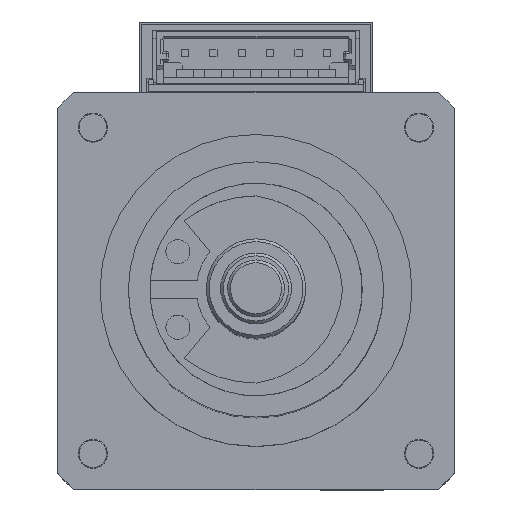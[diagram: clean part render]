
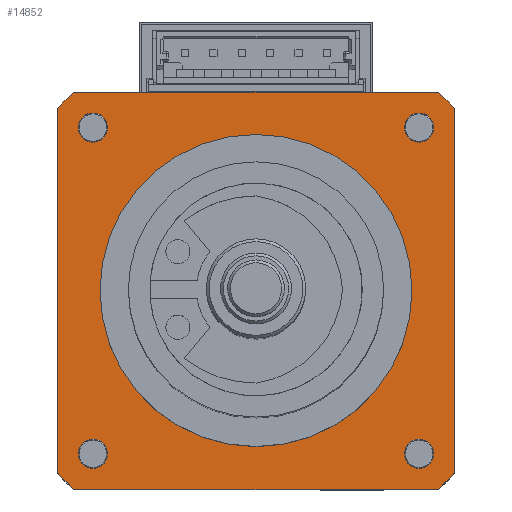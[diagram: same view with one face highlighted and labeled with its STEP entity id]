
A CAD part, top view. The second image highlights one B-rep face of the part: STEP entity #14852.
In plain terms, the highlighted planar face has unit normal (0, 0, 1).
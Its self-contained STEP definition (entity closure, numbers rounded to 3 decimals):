
#14282=CARTESIAN_POINT('',(-12.845,14.,15.85));
#14283=VERTEX_POINT('',#14282);
#14290=CARTESIAN_POINT('',(12.845,14.,15.85));
#14291=VERTEX_POINT('',#14290);
#14292=CARTESIAN_POINT('',(12.845,14.,15.85));
#14293=DIRECTION('',(-1.0,0.0,0.0));
#14294=VECTOR('',#14293,25.69);
#14295=LINE('',#14292,#14294);
#14296=EDGE_CURVE('',#14291,#14283,#14295,.T.);
#14313=CARTESIAN_POINT('',(-12.845,-14.,15.85));
#14314=VERTEX_POINT('',#14313);
#14322=CARTESIAN_POINT('',(12.845,-14.,15.85));
#14323=VERTEX_POINT('',#14322);
#14330=CARTESIAN_POINT('',(-12.845,-14.,15.85));
#14331=DIRECTION('',(1.0,0.0,0.0));
#14332=VECTOR('',#14331,25.69);
#14333=LINE('',#14330,#14332);
#14334=EDGE_CURVE('',#14314,#14323,#14333,.T.);
#14375=CARTESIAN_POINT('',(11.,0.,15.85));
#14376=VERTEX_POINT('',#14375);
#14377=CARTESIAN_POINT('',(0.,0.,15.85));
#14378=DIRECTION('',(0.0,0.0,-1.0));
#14379=DIRECTION('',(-1.0,0.0,0.0));
#14380=AXIS2_PLACEMENT_3D('',#14377,#14378,#14379);
#14381=CIRCLE('',#14380,11.);
#14382=EDGE_CURVE('',#14376,#14376,#14381,.T.);
#14702=CARTESIAN_POINT('',(14.,12.845,15.85));
#14703=VERTEX_POINT('',#14702);
#14704=CARTESIAN_POINT('',(0.,0.,15.85));
#14705=DIRECTION('',(0.,0.,1.0));
#14706=DIRECTION('',(-0.676,-0.737,0.));
#14707=AXIS2_PLACEMENT_3D('',#14704,#14705,#14706);
#14708=CIRCLE('',#14707,19.0);
#14709=EDGE_CURVE('',#14703,#14291,#14708,.T.);
#14727=CARTESIAN_POINT('',(-14.,12.845,15.85));
#14728=VERTEX_POINT('',#14727);
#14729=CARTESIAN_POINT('',(0.,0.,15.85));
#14730=DIRECTION('',(0.,0.,1.0));
#14731=DIRECTION('',(0.676,-0.737,0.));
#14732=AXIS2_PLACEMENT_3D('',#14729,#14730,#14731);
#14733=CIRCLE('',#14732,19.0);
#14734=EDGE_CURVE('',#14283,#14728,#14733,.T.);
#14752=CARTESIAN_POINT('',(14.,-12.845,15.85));
#14753=VERTEX_POINT('',#14752);
#14762=CARTESIAN_POINT('',(14.,-12.845,15.85));
#14763=DIRECTION('',(0.0,1.0,0.0));
#14764=VECTOR('',#14763,25.69);
#14765=LINE('',#14762,#14764);
#14766=EDGE_CURVE('',#14753,#14703,#14765,.T.);
#14771=CARTESIAN_POINT('',(0.,0.,15.85));
#14772=DIRECTION('',(0.0,0.0,1.0));
#14773=DIRECTION('',(1.0,0.0,0.0));
#14774=AXIS2_PLACEMENT_3D('',#14771,#14772,#14773);
#14775=PLANE('',#14774);
#14776=CARTESIAN_POINT('',(-14.,-12.845,15.85));
#14777=VERTEX_POINT('',#14776);
#14778=CARTESIAN_POINT('',(0.,0.,15.85));
#14779=DIRECTION('',(0.,0.,1.0));
#14780=DIRECTION('',(0.676,0.737,0.));
#14781=AXIS2_PLACEMENT_3D('',#14778,#14779,#14780);
#14782=CIRCLE('',#14781,19.0);
#14783=EDGE_CURVE('',#14777,#14314,#14782,.T.);
#14784=ORIENTED_EDGE('',*,*,#14783,.T.);
#14785=ORIENTED_EDGE('',*,*,#14334,.T.);
#14786=CARTESIAN_POINT('',(0.,0.,15.85));
#14787=DIRECTION('',(0.,0.,1.0));
#14788=DIRECTION('',(-0.676,0.737,0.));
#14789=AXIS2_PLACEMENT_3D('',#14786,#14787,#14788);
#14790=CIRCLE('',#14789,19.0);
#14791=EDGE_CURVE('',#14323,#14753,#14790,.T.);
#14792=ORIENTED_EDGE('',*,*,#14791,.T.);
#14793=ORIENTED_EDGE('',*,*,#14766,.T.);
#14794=ORIENTED_EDGE('',*,*,#14709,.T.);
#14795=ORIENTED_EDGE('',*,*,#14296,.T.);
#14796=ORIENTED_EDGE('',*,*,#14734,.T.);
#14797=CARTESIAN_POINT('',(-14.,12.845,15.85));
#14798=DIRECTION('',(0.0,-1.0,0.0));
#14799=VECTOR('',#14798,25.69);
#14800=LINE('',#14797,#14799);
#14801=EDGE_CURVE('',#14728,#14777,#14800,.T.);
#14802=ORIENTED_EDGE('',*,*,#14801,.T.);
#14803=EDGE_LOOP('',(#14784,#14785,#14792,#14793,#14794,#14795,#14796,#14802));
#14804=FACE_OUTER_BOUND('',#14803,.T.);
#14805=ORIENTED_EDGE('',*,*,#14382,.T.);
#14806=EDGE_LOOP('',(#14805));
#14807=FACE_BOUND('',#14806,.T.);
#14808=CARTESIAN_POINT('',(12.525,-11.5,15.85));
#14809=VERTEX_POINT('',#14808);
#14810=CARTESIAN_POINT('',(11.5,-11.5,15.85));
#14811=DIRECTION('',(0.0,0.0,-1.0));
#14812=DIRECTION('',(1.0,0.0,0.0));
#14813=AXIS2_PLACEMENT_3D('',#14810,#14811,#14812);
#14814=CIRCLE('',#14813,1.025);
#14815=EDGE_CURVE('',#14809,#14809,#14814,.T.);
#14816=ORIENTED_EDGE('',*,*,#14815,.T.);
#14817=EDGE_LOOP('',(#14816));
#14818=FACE_BOUND('',#14817,.T.);
#14819=CARTESIAN_POINT('',(12.525,11.5,15.85));
#14820=VERTEX_POINT('',#14819);
#14821=CARTESIAN_POINT('',(11.5,11.5,15.85));
#14822=DIRECTION('',(0.0,0.0,-1.0));
#14823=DIRECTION('',(1.0,0.0,0.0));
#14824=AXIS2_PLACEMENT_3D('',#14821,#14822,#14823);
#14825=CIRCLE('',#14824,1.025);
#14826=EDGE_CURVE('',#14820,#14820,#14825,.T.);
#14827=ORIENTED_EDGE('',*,*,#14826,.T.);
#14828=EDGE_LOOP('',(#14827));
#14829=FACE_BOUND('',#14828,.T.);
#14830=CARTESIAN_POINT('',(-10.475,11.5,15.85));
#14831=VERTEX_POINT('',#14830);
#14832=CARTESIAN_POINT('',(-11.5,11.5,15.85));
#14833=DIRECTION('',(0.0,0.0,-1.0));
#14834=DIRECTION('',(1.0,0.0,0.0));
#14835=AXIS2_PLACEMENT_3D('',#14832,#14833,#14834);
#14836=CIRCLE('',#14835,1.025);
#14837=EDGE_CURVE('',#14831,#14831,#14836,.T.);
#14838=ORIENTED_EDGE('',*,*,#14837,.T.);
#14839=EDGE_LOOP('',(#14838));
#14840=FACE_BOUND('',#14839,.T.);
#14841=CARTESIAN_POINT('',(-10.475,-11.5,15.85));
#14842=VERTEX_POINT('',#14841);
#14843=CARTESIAN_POINT('',(-11.5,-11.5,15.85));
#14844=DIRECTION('',(0.0,0.0,-1.0));
#14845=DIRECTION('',(1.0,0.0,0.0));
#14846=AXIS2_PLACEMENT_3D('',#14843,#14844,#14845);
#14847=CIRCLE('',#14846,1.025);
#14848=EDGE_CURVE('',#14842,#14842,#14847,.T.);
#14849=ORIENTED_EDGE('',*,*,#14848,.T.);
#14850=EDGE_LOOP('',(#14849));
#14851=FACE_BOUND('',#14850,.T.);
#14852=ADVANCED_FACE('',(#14804,#14807,#14818,#14829,#14840,#14851),#14775,.T.);
